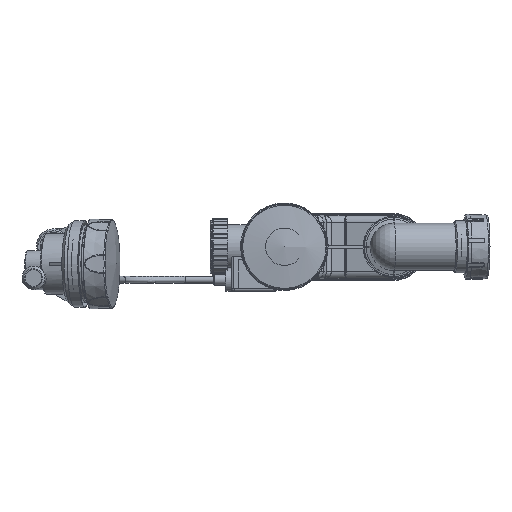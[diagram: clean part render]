
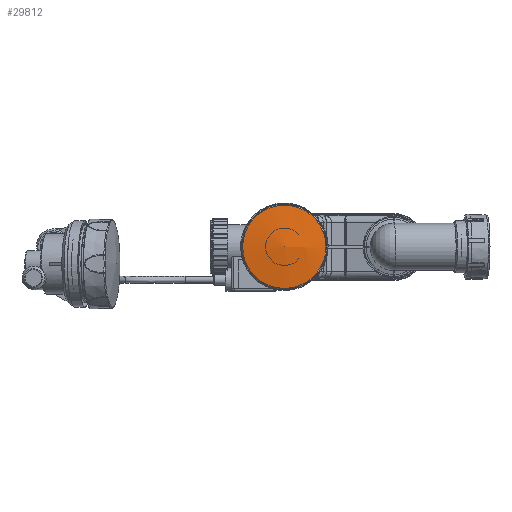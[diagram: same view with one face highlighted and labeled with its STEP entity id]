
A CAD part, top view. The second image highlights one B-rep face of the part: STEP entity #29812.
In plain terms, the highlighted spherical face has radius 165 mm.
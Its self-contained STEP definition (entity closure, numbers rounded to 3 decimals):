
#464=SPHERICAL_SURFACE('',#32534,165.);
#8718=ORIENTED_EDGE('',*,*,#16575,.F.);
#16575=EDGE_CURVE('',#20698,#20698,#23347,.T.);
#20698=VERTEX_POINT('',#47069);
#23347=CIRCLE('',#32533,35.213);
#24779=EDGE_LOOP('',(#8718));
#26967=FACE_BOUND('',#24779,.T.);
#29812=ADVANCED_FACE('',(#26967),#464,.T.);
#32533=AXIS2_PLACEMENT_3D('',#47068,#37113,#37114);
#32534=AXIS2_PLACEMENT_3D('',#47070,#37115,#37116);
#37113=DIRECTION('',(0.,0.,-1.));
#37114=DIRECTION('',(-1.,0.,0.));
#37115=DIRECTION('',(0.,0.,1.));
#37116=DIRECTION('',(1.,0.,0.));
#47068=CARTESIAN_POINT('',(2110.,0.,147.919));
#47069=CARTESIAN_POINT('',(2074.787,0.,147.919));
#47070=CARTESIAN_POINT('',(2110.,0.,-13.279));
